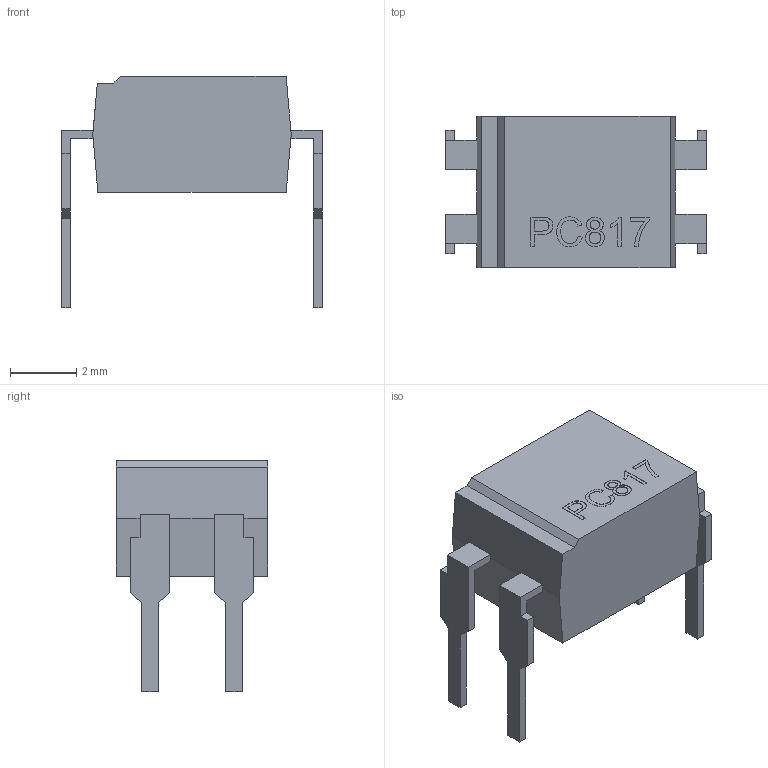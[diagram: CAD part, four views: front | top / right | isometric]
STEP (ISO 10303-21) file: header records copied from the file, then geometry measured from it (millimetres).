
FILE_DESCRIPTION( ( 'Optokoppler PC817' ), '1' );
FILE_NAME( 'Optokoppler PC817.stp', '2014-07-20T12:37:36', ( 'JBoe' ), ( '' ), 'XStep 1.0', ' ', ' ' );
FILE_SCHEMA( ( 'CONFIG_CONTROL_DESIGN' ) );
Length unit declared in the file: millimetre
Products named in the file (1): 1
Bounding box: 7.88 x 4.58 x 7.01 mm (x, y, z)
Volume: 98.2 mm3; surface area: 176.6 mm2
Topology: 1 solids, 1 shells, 100 faces, 267 edges, 178 vertices
Faces by surface type: plane 87, extrusion 12, cylinder 1
Full cylindrical faces by diameter (mm): 1 x1
Entity records: 3675 total; most frequent: CARTESIAN_POINT 1248, ORIENTED_EDGE 528, DIRECTION 400, EDGE_CURVE 264, VECTOR 218, LINE 206, VERTEX_POINT 178, EDGE_LOOP 112
